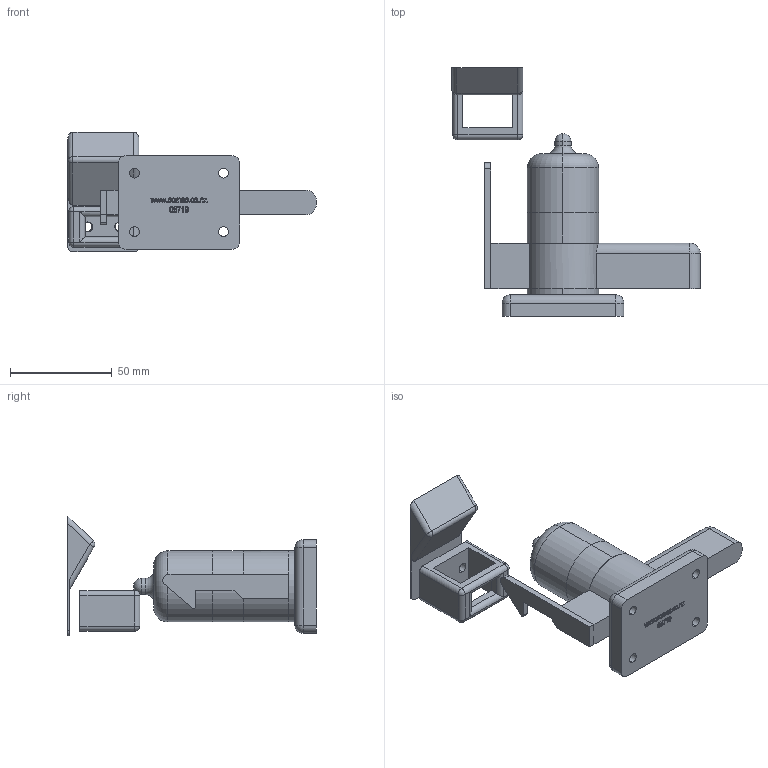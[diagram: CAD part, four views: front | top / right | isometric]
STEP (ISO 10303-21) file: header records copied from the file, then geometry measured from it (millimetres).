
FILE_DESCRIPTION (( 'STEP AP214' ), '1' );
FILE_NAME ('05719-Foot Operated Door Holder Left Hand.STEP', '2019-05-10T03:16:34', ( '' ), ( '' ), 'SwSTEP 2.0', 'SolidWorks 2018', '' );
FILE_SCHEMA (( 'AUTOMOTIVE_DESIGN' ));
Length unit declared in the file: millimetre
Products named in the file (4): 05719-Foot Operated Door Holder Left Hand; Main Body; Strike 2; Strike
Assembly tree (3 placements, depth 2):
  05719-Foot Operated Door Holder Left Hand
    Main Body
    Strike
    Strike 2
Bounding box: 122.2 x 122.35 x 59 mm (x, y, z)
Volume: 127958.7 mm3; surface area: 37799.6 mm2
Topology: 7 solids, 7 shells, 401 faces, 1045 edges, 667 vertices
Faces by surface type: plane 205, bspline 104, cylinder 62, sphere 14, cone 12, torus 4
Entity records: 18401 total; most frequent: CARTESIAN_POINT 9103, ORIENTED_EDGE 2054, DIRECTION 1543, EDGE_CURVE 1027, VECTOR 665, LINE 665, VERTEX_POINT 663, EDGE_LOOP 444
